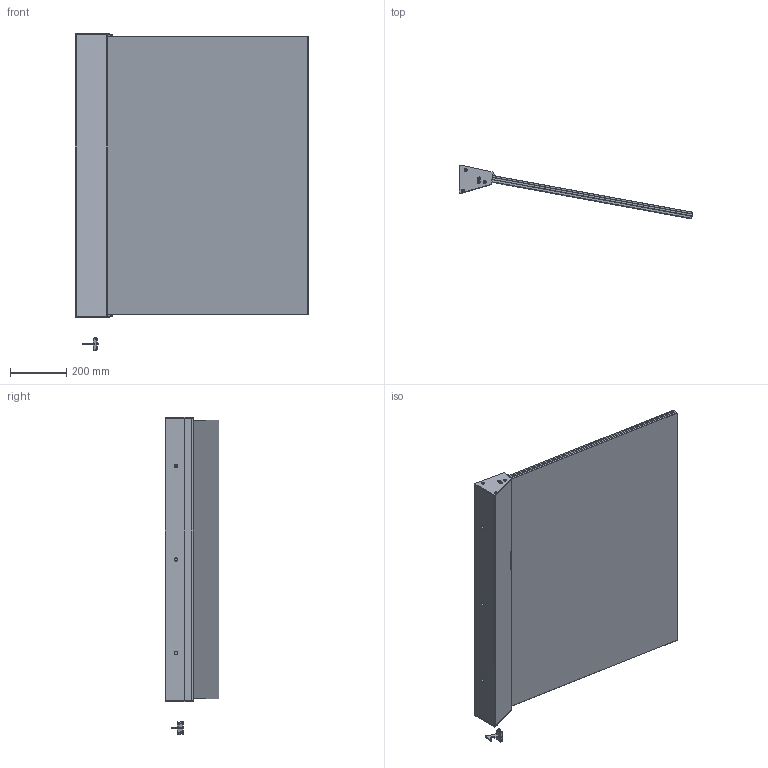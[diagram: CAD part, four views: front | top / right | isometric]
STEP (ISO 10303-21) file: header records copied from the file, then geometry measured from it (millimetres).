
FILE_DESCRIPTION (( 'STEP AP214' ), '1' );
FILE_NAME ('GGV 23.04mm SIA 2057.STEP', '2023-10-30T14:46:34', ( '' ), ( '' ), 'SwSTEP 2.0', 'SolidWorks 2022', '' );
FILE_SCHEMA (( 'AUTOMOTIVE_DESIGN' ));
Length unit declared in the file: millimetre
Products named in the file (19): GGV 23.04mm SIA 2057; 137480_01; 137468; 137461_01; 137475_01; 137477_01; 137479_01; Glas 23.04mm_01; 137452_01; 137469; 137481_01; 137458_01; 137484_01; 137463_01; 137482_01; 137466; 137464_Ø6; 137476_01; 137450_01
Assembly tree (33 placements, depth 3):
  GGV 23.04mm SIA 2057
    137450_01
    137452_01
    137458_01
    137469
    Glas 23.04mm_01
    137463_01
    137461_01
    137464_Ø6  x4
    137480_01
      137479_01
      137475_01
      137468  x5
    137482_01
      137481_01
      137475_01
      137468  x5
    137484_01
      137476_01
      137477_01  x2
      137466  x2
Bounding box: 830.87 x 190.09 x 1127.15 mm (x, y, z)
Volume: 21531765 mm3; surface area: 3248999.3 mm2
Topology: 30 solids, 30 shells, 1024 faces, 2635 edges, 1652 vertices
Faces by surface type: plane 456, cylinder 378, cone 140, torus 50
Entity records: 23520 total; most frequent: CARTESIAN_POINT 4162, DIRECTION 3853, ORIENTED_EDGE 3626, EDGE_CURVE 1813, AXIS2_PLACEMENT_3D 1389, VERTEX_POINT 1166, VECTOR 1075, LINE 1075
